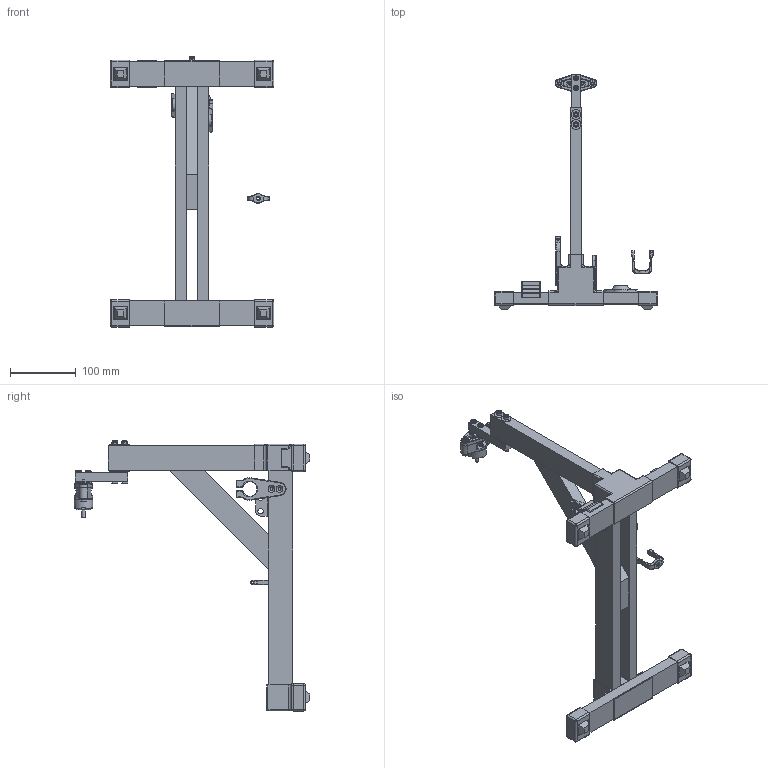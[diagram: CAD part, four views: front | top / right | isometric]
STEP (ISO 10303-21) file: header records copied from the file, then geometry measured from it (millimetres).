
FILE_DESCRIPTION(/* description */ (''),/* implementation_level */ '2;1');
FILE_NAME(/* name */ 'Full Construction.step',/* time_stamp */ '2021-03-16T12:41:36+01:00',/* author */ (''),/* organization */ (''),/* preprocessor_version */ 'ST-DEVELOPER v18.1',/* originating_system */ 'Autodesk Translation Framework v9.10.0.1330',/* authorisation */ '');
FILE_SCHEMA (('AUTOMOTIVE_DESIGN { 1 0 10303 214 3 1 1 }'));
Products named in the file (59): Mechanical Construction; MainPlank1; MainPlank2; LegPlank1; LegPlank2; Main Vertical; Load Cell; Brace; Filler; M5x60; M5x60 (1); M5x15 Washer 3; M5X15 Washer; M5 Nut 2; M5X15 Washer 2; M5 Nut 1; M5x15 Washer 4; M5 Locking Nut; M5 Locking Nut 1; Printed Foot 1; Printed Foor 2; Printed Foot 3; Printed Foot 4; Cover 1; Cover 2; Foot 1; Foot 2; Foot 3; Foot 4; M4x30; M4x30 1; M4 11.75 washer; M4 11.75 washer 1; M4 11.75 washer 2; M4 11.75 washer 3; M4 nut; M4 nut 1; Motor Adapter; M4 11.75 washer 4; M4 11.75 washer 5 ...
Assembly tree (58 placements, depth 2):
  Mechanical Construction
    MainPlank1
    MainPlank2
    LegPlank1
    LegPlank2
    Main Vertical
    Load Cell
    Brace
    Filler
    M5x60
    M5x60 (1)
    M5x15 Washer 3
    M5X15 Washer
    M5 Nut 2
    M5X15 Washer 2
    M5 Nut 1
    M5x15 Washer 4
    M5 Locking Nut
    M5 Locking Nut 1
    Printed Foot 1
    Printed Foor 2
    Printed Foot 3
    Printed Foot 4
    Cover 1
    Cover 2
    Foot 1
    Foot 2
    Foot 3
    Foot 4
    M4x30
    M4x30 1
    M4 11.75 washer
    M4 11.75 washer 1
    M4 11.75 washer 2
    M4 11.75 washer 3
    M4 nut
    M4 nut 1
    Motor Adapter
    M4 11.75 washer 4
    M4 11.75 washer 5
    M4 locking nut
    M4 locking nut 1
    BLDC1
    Motor Plate
    M3x8
    M3x8 1
    M3x8 2
    M3x8 3
    M4 11.75 washer 6
    M4 11.75 washer 7
    M4 nut 2
    M4 nut 3
    M4x30 2
    M4x30 3
    Thread
    Encoder
    Main Switch Holder
    Relay Holder
    Power Connector
Bounding box: 248 x 357 x 409.25 mm (x, y, z)
Volume: 1338215.2 mm3; surface area: 349694.9 mm2
Topology: 58 solids, 58 shells, 1523 faces, 3467 edges, 2061 vertices
Faces by surface type: plane 593, cylinder 488, bspline 158, sphere 116, torus 113, cone 55
Full cylindrical faces by diameter (mm): 2.703 x1, 2.927 x4, 3 x4, 3.1 x2, 3.332 x8, 3.5 x2, 3.908 x4, 4 x8, 4.234 x6, 4.328 x1, 4.5 x12, 4.901 x2, 5 x1, 5.4 x4, 5.5 x6, 7 x2, 8 x7, 8.2 x2, 10 x1, 11.75 x8, 12 x5, 13.6 x6, 14.8 x4, 28 x1
Entity records: 56319 total; most frequent: CARTESIAN_POINT 20584, DIRECTION 7305, ORIENTED_EDGE 6874, EDGE_CURVE 3437, AXIS2_PLACEMENT_3D 2759, VERTEX_POINT 2061, LINE 1787, VECTOR 1787
